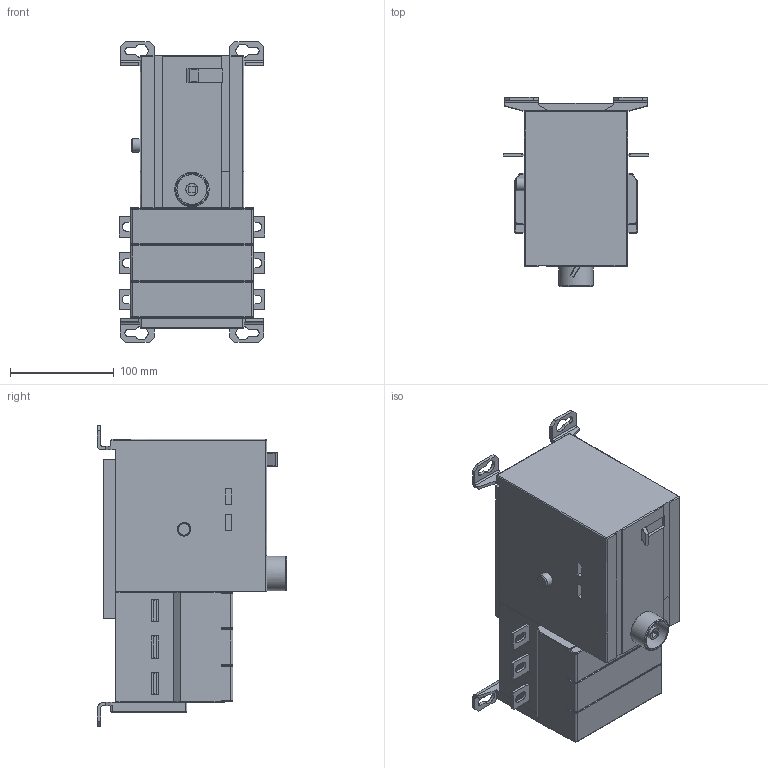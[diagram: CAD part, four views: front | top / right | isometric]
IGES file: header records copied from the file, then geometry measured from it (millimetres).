
Global section: file name: MALLI.igs; preprocessor: I-DEAS 3D IGES Translator 11; date: 20091019.144822; units: millimetre
Bounding box: 140.01 x 181.8 x 289.25 mm (x, y, z)
Surface area: 192124.9 mm2 (no closed solid volume)
Topology: 0 solids, 0 shells, 480 faces, 2672 edges, 2692 vertices
Faces by surface type: bspline 480
